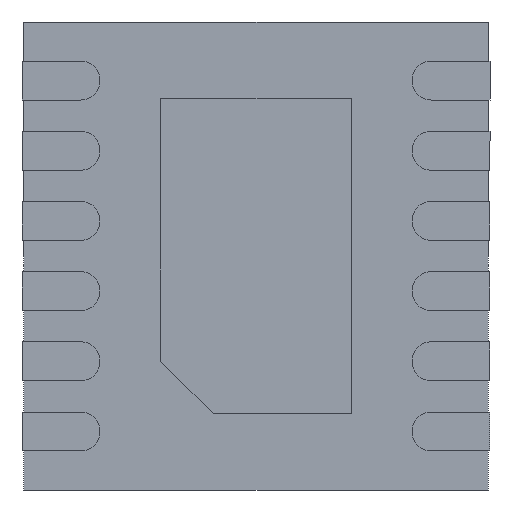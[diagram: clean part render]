
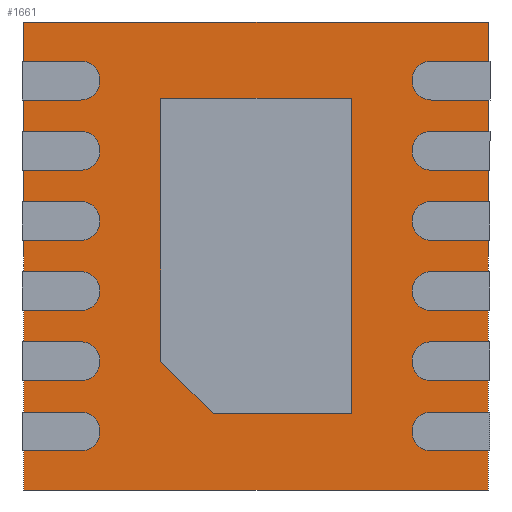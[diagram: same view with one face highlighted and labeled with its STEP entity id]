
A CAD part, front view. The second image highlights one B-rep face of the part: STEP entity #1661.
In plain terms, the highlighted planar face has unit normal (0, -1, 0).
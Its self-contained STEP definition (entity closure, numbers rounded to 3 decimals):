
#240 = VERTEX_POINT ( 'NONE', #711 ) ;
#311 = CARTESIAN_POINT ( 'NONE',  ( -1.49, 0.05, -1.5 ) ) ;
#403 = CARTESIAN_POINT ( 'NONE',  ( 1.49, 0.05, 1.5 ) ) ;
#422 = DIRECTION ( 'NONE',  ( 0., 1., 0. ) ) ;
#450 = DIRECTION ( 'NONE',  ( 0., 0., 1. ) ) ;
#532 = EDGE_LOOP ( 'NONE', ( #1344, #2376, #2539, #719 ) ) ;
#533 = CARTESIAN_POINT ( 'NONE',  ( -1.49, 0.05, 1.5 ) ) ;
#668 = VECTOR ( 'NONE', #450, 1000. ) ;
#670 = EDGE_CURVE ( 'NONE', #240, #1378, #2025, .T. ) ;
#701 = VECTOR ( 'NONE', #2105, 1000. ) ;
#711 = CARTESIAN_POINT ( 'NONE',  ( 1.49, 0.05, -1.5 ) ) ;
#719 = ORIENTED_EDGE ( 'NONE', *, *, #1792, .T. ) ;
#807 = VERTEX_POINT ( 'NONE', #1754 ) ;
#887 = LINE ( 'NONE', #2479, #701 ) ;
#926 = LINE ( 'NONE', #311, #1280 ) ;
#1016 = CARTESIAN_POINT ( 'NONE',  ( -1.49, 0.05, 1.5 ) ) ;
#1102 = DIRECTION ( 'NONE',  ( 0., 0., -1. ) ) ;
#1135 = DIRECTION ( 'NONE',  ( -1., 0., 0. ) ) ;
#1217 = DIRECTION ( 'NONE',  ( 0., 0., 1. ) ) ;
#1280 = VECTOR ( 'NONE', #1102, 1000. ) ;
#1344 = ORIENTED_EDGE ( 'NONE', *, *, #1872, .T. ) ;
#1352 = VERTEX_POINT ( 'NONE', #1016 ) ;
#1378 = VERTEX_POINT ( 'NONE', #2160 ) ;
#1407 = CARTESIAN_POINT ( 'NONE',  ( 0., 0.05, 0. ) ) ;
#1522 = LINE ( 'NONE', #533, #2309 ) ;
#1621 = AXIS2_PLACEMENT_3D ( 'NONE', #1407, #422, #1217 ) ;
#1661 = ADVANCED_FACE ( 'NONE', ( #1777 ), #2537, .F. ) ;
#1754 = CARTESIAN_POINT ( 'NONE',  ( -1.49, 0.05, -1.5 ) ) ;
#1777 = FACE_OUTER_BOUND ( 'NONE', #532, .T. ) ;
#1792 = EDGE_CURVE ( 'NONE', #1352, #807, #926, .T. ) ;
#1872 = EDGE_CURVE ( 'NONE', #807, #240, #887, .T. ) ;
#2025 = LINE ( 'NONE', #403, #668 ) ;
#2105 = DIRECTION ( 'NONE',  ( 1., 0., 0. ) ) ;
#2160 = CARTESIAN_POINT ( 'NONE',  ( 1.49, 0.05, 1.5 ) ) ;
#2300 = EDGE_CURVE ( 'NONE', #1378, #1352, #1522, .T. ) ;
#2309 = VECTOR ( 'NONE', #1135, 1000. ) ;
#2376 = ORIENTED_EDGE ( 'NONE', *, *, #670, .T. ) ;
#2479 = CARTESIAN_POINT ( 'NONE',  ( -1.49, 0.05, -1.5 ) ) ;
#2537 = PLANE ( 'NONE',  #1621 ) ;
#2539 = ORIENTED_EDGE ( 'NONE', *, *, #2300, .T. ) ;
